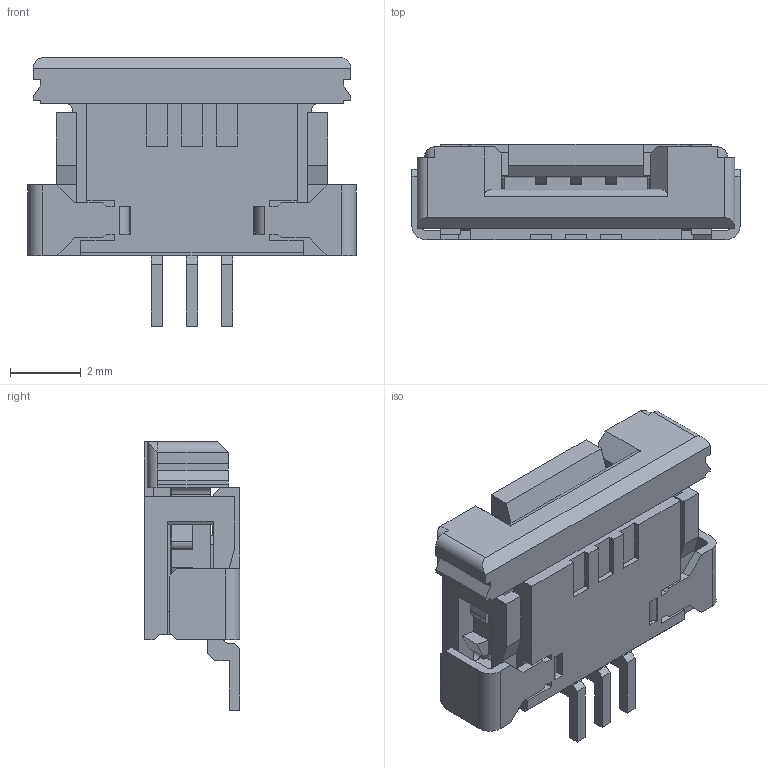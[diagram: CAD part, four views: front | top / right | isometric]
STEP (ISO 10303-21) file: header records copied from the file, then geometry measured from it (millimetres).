
FILE_DESCRIPTION((''),'2;1');
FILE_NAME('522070360','2019-03-15T',('gga'),(''),'PRO/ENGINEER BY PARAMETRIC TECHNOLOGY CORPORATION, 2016010','PRO/ENGINEER BY PARAMETRIC TECHNOLOGY CORPORATION, 2016010','');
FILE_SCHEMA(('CONFIG_CONTROL_DESIGN'));
Length unit declared in the file: millimetre
Products named in the file (1): 522070360
Bounding box: 9.3 x 2.7 x 7.6 mm (x, y, z)
Volume: 94.8 mm3; surface area: 347.9 mm2
Topology: 1 solids, 1 shells, 344 faces, 1049 edges, 692 vertices
Faces by surface type: plane 312, cylinder 32
Entity records: 11601 total; most frequent: CARTESIAN_POINT 2114, ORIENTED_EDGE 2058, DIRECTION 1793, EDGE_CURVE 1029, VECTOR 983, LINE 983, VERTEX_POINT 672, AXIS2_PLACEMENT_3D 405
